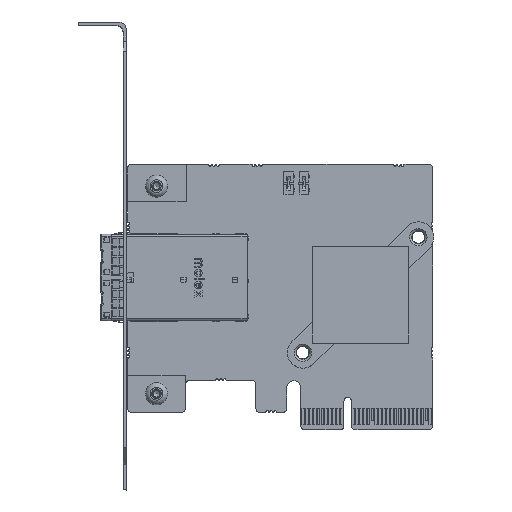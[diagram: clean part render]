
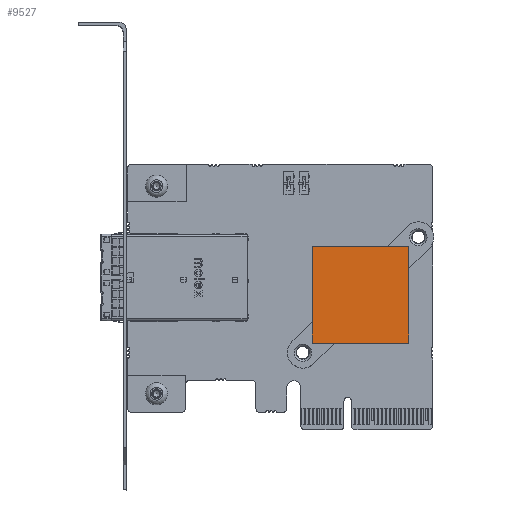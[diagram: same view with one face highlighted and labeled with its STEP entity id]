
A CAD part, top view. The second image highlights one B-rep face of the part: STEP entity #9527.
In plain terms, the highlighted planar face has unit normal (0, 0, 1).
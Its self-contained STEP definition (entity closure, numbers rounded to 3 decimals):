
#5416=PLANE('',#92208);
#9527=ADVANCED_FACE('',(#15437),#5416,.F.);
#15437=FACE_OUTER_BOUND('',#19859,.T.);
#19859=EDGE_LOOP('',(#62428,#62429,#62430,#62431));
#31036=LINE('',#142279,#39403);
#31040=LINE('',#142287,#39407);
#31042=LINE('',#142291,#39409);
#31043=LINE('',#142292,#39410);
#39403=VECTOR('',#113875,1.);
#39407=VECTOR('',#113881,1.);
#39409=VECTOR('',#113885,1.);
#39410=VECTOR('',#113886,1.);
#62428=ORIENTED_EDGE('',*,*,#84188,.T.);
#62429=ORIENTED_EDGE('',*,*,#84194,.F.);
#62430=ORIENTED_EDGE('',*,*,#84192,.F.);
#62431=ORIENTED_EDGE('',*,*,#84195,.T.);
#72245=VERTEX_POINT('',#142278);
#72246=VERTEX_POINT('',#142280);
#72248=VERTEX_POINT('',#142286);
#72249=VERTEX_POINT('',#142288);
#84188=EDGE_CURVE('',#72246,#72245,#31036,.T.);
#84192=EDGE_CURVE('',#72248,#72249,#31040,.T.);
#84194=EDGE_CURVE('',#72249,#72245,#31042,.T.);
#84195=EDGE_CURVE('',#72248,#72246,#31043,.T.);
#92208=AXIS2_PLACEMENT_3D('',#142293,#113887,#113888);
#113875=DIRECTION('',(-1.,0.,0.));
#113881=DIRECTION('',(-1.,0.,0.));
#113885=DIRECTION('',(0.,1.,0.));
#113886=DIRECTION('',(0.,1.,0.));
#113887=DIRECTION('',(0.,0.,-1.));
#113888=DIRECTION('',(0.,1.,0.));
#142278=CARTESIAN_POINT('',(3.02,47.495,13.));
#142279=CARTESIAN_POINT('',(3.02,47.495,13.));
#142280=CARTESIAN_POINT('',(28.02,47.495,13.));
#142286=CARTESIAN_POINT('',(28.02,22.495,13.));
#142287=CARTESIAN_POINT('',(3.02,22.495,13.));
#142288=CARTESIAN_POINT('',(3.02,22.495,13.));
#142291=CARTESIAN_POINT('',(3.02,22.495,13.));
#142292=CARTESIAN_POINT('',(28.02,22.495,13.));
#142293=CARTESIAN_POINT('',(3.02,22.495,13.));
